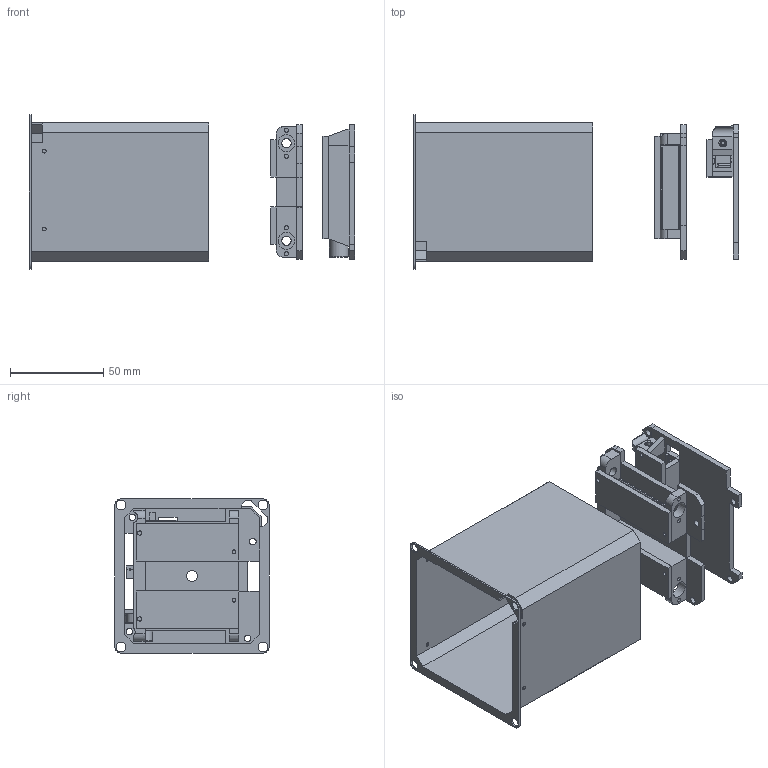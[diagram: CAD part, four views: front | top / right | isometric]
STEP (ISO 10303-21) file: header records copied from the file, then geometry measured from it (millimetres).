
FILE_DESCRIPTION(/* description */ (''),/* implementation_level */ '2;1');
FILE_NAME(/* name */ 'F18_SARI_FINAL-V2-Switch added v4.step',/* time_stamp */ '2023-04-16T12:56:23+10:00',/* author */ (''),/* organization */ (''),/* preprocessor_version */ 'ST-DEVELOPER v19.2',/* originating_system */ 'Autodesk Translation Framework v12.4.0.73',/* authorisation */ '');
FILE_SCHEMA (('AUTOMOTIVE_DESIGN { 1 0 10303 214 3 1 1 }'));
Length unit declared in the file: millimetre
Products named in the file (2): F18_SARI_FINAL-V2-Switch added; LINEAR_STEPPER_LONG_new-runner
Assembly tree (1 placements, depth 2):
  F18_SARI_FINAL-V2-Switch added
    LINEAR_STEPPER_LONG_new-runner
Bounding box: 174.28 x 82.55 x 82.55 mm (x, y, z)
Volume: 79153.7 mm3; surface area: 95720.2 mm2
Topology: 13 solids, 13 shells, 624 faces, 1738 edges, 1154 vertices
Faces by surface type: cylinder 324, plane 253, bspline 46, torus 1
Full cylindrical faces by diameter (mm): 1.8 x5, 2 x10, 2.2 x19, 2.356 x44, 2.5 x3, 2.927 x74, 3 x1, 3.5 x8, 4.1 x1, 4.5 x2, 5 x3, 5.175 x4, 6 x2, 6.05 x1, 9 x3, 10 x1, 12 x1
Entity records: 32564 total; most frequent: CARTESIAN_POINT 17045, ORIENTED_EDGE 3476, DIRECTION 2587, EDGE_CURVE 1738, VERTEX_POINT 1154, LINE 977, VECTOR 977, AXIS2_PLACEMENT_3D 805
